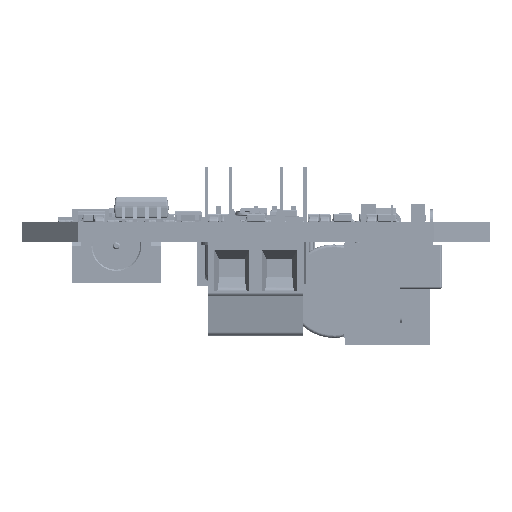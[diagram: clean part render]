
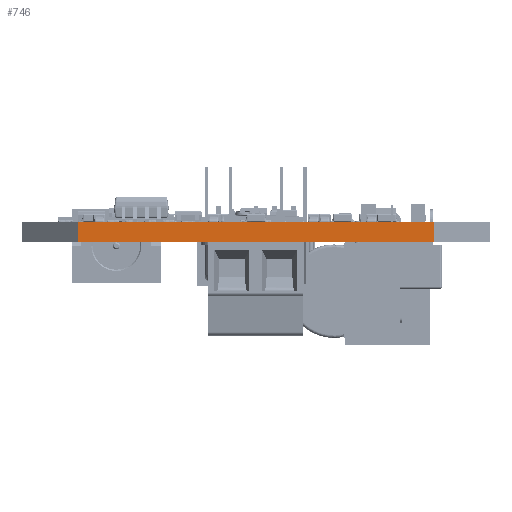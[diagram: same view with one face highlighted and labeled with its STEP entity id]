
A CAD part, front view. The second image highlights one B-rep face of the part: STEP entity #746.
In plain terms, the highlighted planar face has unit normal (0, -1, 0).
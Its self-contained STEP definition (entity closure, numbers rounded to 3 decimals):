
#392 = EDGE_CURVE('',#393,#395,#397,.T.);
#393 = VERTEX_POINT('',#394);
#394 = CARTESIAN_POINT('',(-0.01,0.01,0.));
#395 = VERTEX_POINT('',#396);
#396 = CARTESIAN_POINT('',(-0.01,0.01,2.189));
#397 = LINE('',#398,#399);
#398 = CARTESIAN_POINT('',(-0.01,0.01,0.));
#399 = VECTOR('',#400,1.);
#400 = DIRECTION('',(0.,0.,1.));
#721 = VERTEX_POINT('',#722);
#722 = CARTESIAN_POINT('',(38.01,0.01,2.189));
#728 = EDGE_CURVE('',#729,#721,#731,.T.);
#729 = VERTEX_POINT('',#730);
#730 = CARTESIAN_POINT('',(38.01,0.01,0.));
#731 = LINE('',#732,#733);
#732 = CARTESIAN_POINT('',(38.01,0.01,0.));
#733 = VECTOR('',#734,1.);
#734 = DIRECTION('',(0.,0.,1.));
#746 = ADVANCED_FACE('',(#747),#763,.T.);
#747 = FACE_BOUND('',#748,.T.);
#748 = EDGE_LOOP('',(#749,#750,#756,#757));
#749 = ORIENTED_EDGE('',*,*,#728,.T.);
#750 = ORIENTED_EDGE('',*,*,#751,.T.);
#751 = EDGE_CURVE('',#721,#395,#752,.T.);
#752 = LINE('',#753,#754);
#753 = CARTESIAN_POINT('',(38.01,0.01,2.189));
#754 = VECTOR('',#755,1.);
#755 = DIRECTION('',(-1.,0.,0.));
#756 = ORIENTED_EDGE('',*,*,#392,.F.);
#757 = ORIENTED_EDGE('',*,*,#758,.F.);
#758 = EDGE_CURVE('',#729,#393,#759,.T.);
#759 = LINE('',#760,#761);
#760 = CARTESIAN_POINT('',(38.01,0.01,0.));
#761 = VECTOR('',#762,1.);
#762 = DIRECTION('',(-1.,0.,0.));
#763 = PLANE('',#764);
#764 = AXIS2_PLACEMENT_3D('',#765,#766,#767);
#765 = CARTESIAN_POINT('',(38.01,0.01,0.));
#766 = DIRECTION('',(0.,-1.,0.));
#767 = DIRECTION('',(-1.,0.,0.));
